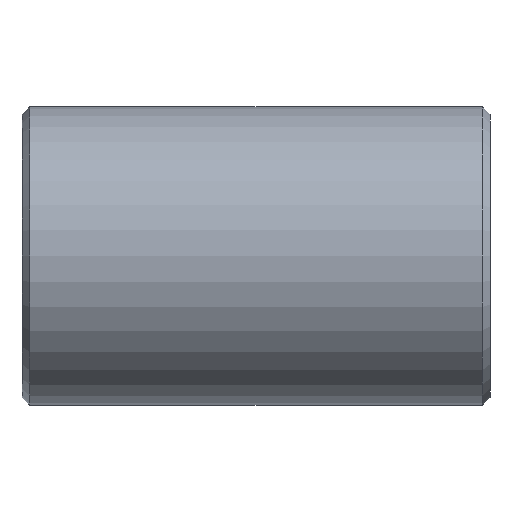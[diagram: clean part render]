
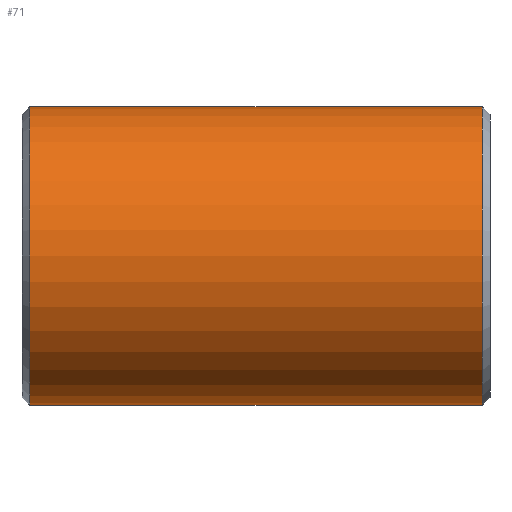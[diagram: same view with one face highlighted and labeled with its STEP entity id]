
A CAD part, front view. The second image highlights one B-rep face of the part: STEP entity #71.
In plain terms, the highlighted cylindrical face has radius 161.925 mm (diameter 323.85 mm), a partial arc.
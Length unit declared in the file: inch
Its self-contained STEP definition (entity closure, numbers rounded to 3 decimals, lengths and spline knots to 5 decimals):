
#2 = EDGE_CURVE ( 'NONE', #488, #77, #410, .T. ) ;
#3 = DIRECTION ( 'NONE',  ( -1., 0., 0. ) ) ;
#7 = CARTESIAN_POINT ( 'NONE',  ( -9.66667, 0., -6.375 ) ) ;
#12 = ORIENTED_EDGE ( 'NONE', *, *, #28, .T. ) ;
#15 = VERTEX_POINT ( 'NONE', #40 ) ;
#28 = EDGE_CURVE ( 'NONE', #509, #15, #81, .T. ) ;
#36 = CIRCLE ( 'NONE', #556, 6.375 ) ;
#40 = CARTESIAN_POINT ( 'NONE',  ( -9.66667, 0., 6.375 ) ) ;
#48 = VECTOR ( 'NONE', #62, 39.37008 ) ;
#62 = DIRECTION ( 'NONE',  ( -1., 0., 0. ) ) ;
#71 = ADVANCED_FACE ( 'NONE', ( #89 ), #101, .T. ) ;
#77 = VERTEX_POINT ( 'NONE', #7 ) ;
#81 = LINE ( 'NONE', #504, #407 ) ;
#84 = ORIENTED_EDGE ( 'NONE', *, *, #2, .F. ) ;
#87 = DIRECTION ( 'NONE',  ( -1., 0., 0. ) ) ;
#89 = FACE_OUTER_BOUND ( 'NONE', #350, .T. ) ;
#101 = CYLINDRICAL_SURFACE ( 'NONE', #417, 6.375 ) ;
#121 = LINE ( 'NONE', #305, #447 ) ;
#159 = CARTESIAN_POINT ( 'NONE',  ( 9.66667, 0., -6.375 ) ) ;
#162 = DIRECTION ( 'NONE',  ( -1., 0., 0. ) ) ;
#175 = CIRCLE ( 'NONE', #219, 6.375 ) ;
#216 = DIRECTION ( 'NONE',  ( 1., 0., 0. ) ) ;
#219 = AXIS2_PLACEMENT_3D ( 'NONE', #343, #162, #535 ) ;
#229 = VECTOR ( 'NONE', #453, 39.37008 ) ;
#282 = VERTEX_POINT ( 'NONE', #327 ) ;
#288 = EDGE_CURVE ( 'NONE', #282, #509, #434, .T. ) ;
#295 = CARTESIAN_POINT ( 'NONE',  ( 0., 0., 6.375 ) ) ;
#305 = CARTESIAN_POINT ( 'NONE',  ( 10., 0., -6.375 ) ) ;
#311 = CARTESIAN_POINT ( 'NONE',  ( 10., 0., -6.375 ) ) ;
#315 = ORIENTED_EDGE ( 'NONE', *, *, #288, .T. ) ;
#327 = CARTESIAN_POINT ( 'NONE',  ( 9.66667, 0., 6.375 ) ) ;
#343 = CARTESIAN_POINT ( 'NONE',  ( 9.66667, 0., 0. ) ) ;
#350 = EDGE_LOOP ( 'NONE', ( #432, #533, #315, #12, #475, #84 ) ) ;
#378 = DIRECTION ( 'NONE',  ( 0., 0., 1. ) ) ;
#396 = EDGE_CURVE ( 'NONE', #442, #488, #121, .T. ) ;
#400 = EDGE_CURVE ( 'NONE', #442, #282, #175, .T. ) ;
#407 = VECTOR ( 'NONE', #87, 39.37008 ) ;
#410 = LINE ( 'NONE', #311, #229 ) ;
#414 = EDGE_CURVE ( 'NONE', #15, #77, #36, .T. ) ;
#417 = AXIS2_PLACEMENT_3D ( 'NONE', #511, #3, #378 ) ;
#432 = ORIENTED_EDGE ( 'NONE', *, *, #396, .F. ) ;
#434 = LINE ( 'NONE', #524, #48 ) ;
#442 = VERTEX_POINT ( 'NONE', #159 ) ;
#444 = CARTESIAN_POINT ( 'NONE',  ( 0., 0., -6.375 ) ) ;
#447 = VECTOR ( 'NONE', #579, 39.37008 ) ;
#453 = DIRECTION ( 'NONE',  ( -1., 0., 0. ) ) ;
#475 = ORIENTED_EDGE ( 'NONE', *, *, #414, .T. ) ;
#482 = CARTESIAN_POINT ( 'NONE',  ( -9.66667, 0., 0. ) ) ;
#488 = VERTEX_POINT ( 'NONE', #444 ) ;
#504 = CARTESIAN_POINT ( 'NONE',  ( 10., 0., 6.375 ) ) ;
#509 = VERTEX_POINT ( 'NONE', #295 ) ;
#511 = CARTESIAN_POINT ( 'NONE',  ( 10., 0., 0. ) ) ;
#524 = CARTESIAN_POINT ( 'NONE',  ( 10., 0., 6.375 ) ) ;
#532 = DIRECTION ( 'NONE',  ( 0., 0., 1. ) ) ;
#533 = ORIENTED_EDGE ( 'NONE', *, *, #400, .T. ) ;
#535 = DIRECTION ( 'NONE',  ( 0., 0., -1. ) ) ;
#556 = AXIS2_PLACEMENT_3D ( 'NONE', #482, #216, #532 ) ;
#579 = DIRECTION ( 'NONE',  ( -1., 0., 0. ) ) ;
